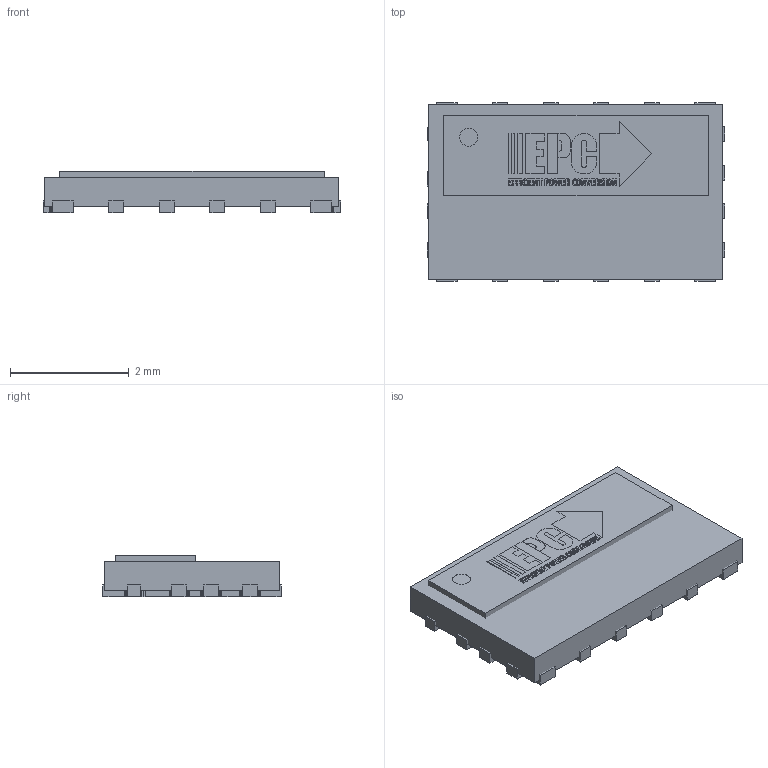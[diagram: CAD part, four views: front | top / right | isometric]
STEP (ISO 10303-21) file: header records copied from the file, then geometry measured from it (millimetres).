
FILE_DESCRIPTION(('FreeCAD Model'),'2;1');
FILE_NAME('D0606H.step','2022-12-08T13:42:18',('Author'),(''), 'Open CASCADE STEP processor 7.2','FreeCAD','Unknown');
FILE_SCHEMA(('AUTOMOTIVE_DESIGN { 1 0 10303 214 1 1 1 1 }'));
Length unit declared in the file: millimetre
Products named in the file (21): D0606H; Designator130; 3DEPClogo25mm; 3DEPClogo25mm001; _229694272; Extruded; _9934720; Extruded001; _229696384; Extruded002; _9917952; Extruded003; _229694080; Extruded007; _229694080001; _229694080002; _229694080003; _014468352; Extruded008; _601039040; Cylinder
Assembly tree (23 placements, depth 4):
  D0606H
    Designator130
      3DEPClogo25mm
      3DEPClogo25mm001
      _229694272
        Extruded
      _9934720
        Extruded001
      _229696384
        Extruded002
      _9917952
        Extruded003
      _229694080
        Extruded007
      _229694080001
        Extruded007
      _229694080002
        Extruded007
      _229694080003
        Extruded007
      _014468352
        Extruded008
      _601039040
        Cylinder
Bounding box: 5 x 3 x 0.7 mm (x, y, z)
Surface area: 75.9 mm2
Topology: 37 solids, 42 shells, 528 faces, 3377 edges, 8637 vertices
Faces by surface type: plane 418, extrusion 104, bspline 5, cylinder 1
Full cylindrical faces by diameter (mm): 0.3 x1
Entity records: 43389 total; most frequent: CARTESIAN_POINT 14747, DIRECTION 3673, VECTOR 2819, ORIENTED_EDGE 2749, LINE 2715, GEOMETRIC_CURVE_SET 1905, TRIMMED_CURVE 1903, EDGE_CURVE 1438
